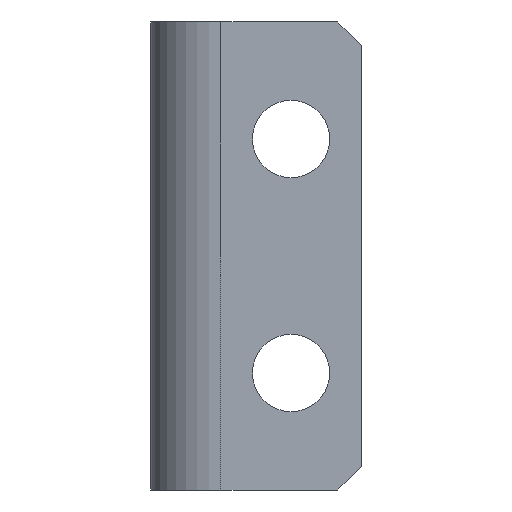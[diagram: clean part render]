
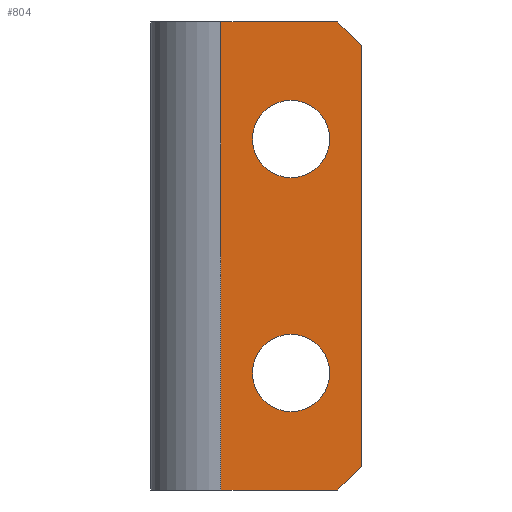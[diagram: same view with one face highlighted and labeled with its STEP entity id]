
A CAD part, left-side view. The second image highlights one B-rep face of the part: STEP entity #804.
In plain terms, the highlighted planar face has unit normal (-1, 0, 0).
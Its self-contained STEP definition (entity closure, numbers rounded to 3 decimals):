
#9 = CARTESIAN_POINT ( 'NONE',  ( 0., 0.5, 19.5 ) ) ;
#10 = VERTEX_POINT ( 'NONE', #416 ) ;
#36 = VERTEX_POINT ( 'NONE', #145 ) ;
#69 = VERTEX_POINT ( 'NONE', #419 ) ;
#75 = CARTESIAN_POINT ( 'NONE',  ( 0., 1., 0. ) ) ;
#92 = ORIENTED_EDGE ( 'NONE', *, *, #1196, .T. ) ;
#95 = EDGE_LOOP ( 'NONE', ( #1091, #296, #163, #968, #92, #355 ) ) ;
#99 = CARTESIAN_POINT ( 'NONE',  ( 0., 3., 15. ) ) ;
#101 = VECTOR ( 'NONE', #686, 1000. ) ;
#145 = CARTESIAN_POINT ( 'NONE',  ( 0., 3., 3.35 ) ) ;
#159 = EDGE_CURVE ( 'NONE', #36, #460, #925, .T. ) ;
#163 = ORIENTED_EDGE ( 'NONE', *, *, #593, .F. ) ;
#200 = DIRECTION ( 'NONE',  ( 0., 0., -1. ) ) ;
#217 = CARTESIAN_POINT ( 'NONE',  ( 0., 3., 16.65 ) ) ;
#219 = EDGE_CURVE ( 'NONE', #903, #928, #1139, .T. ) ;
#225 = DIRECTION ( 'NONE',  ( 1., 0., 0. ) ) ;
#233 = FACE_BOUND ( 'NONE', #281, .T. ) ;
#253 = DIRECTION ( 'NONE',  ( 1., 0., 0. ) ) ;
#258 = DIRECTION ( 'NONE',  ( 0., 0., -1. ) ) ;
#260 = CARTESIAN_POINT ( 'NONE',  ( 0., 3., 5. ) ) ;
#261 = VECTOR ( 'NONE', #503, 1000. ) ;
#281 = EDGE_LOOP ( 'NONE', ( #693, #387 ) ) ;
#282 = CARTESIAN_POINT ( 'NONE',  ( 0., 0., 19. ) ) ;
#296 = ORIENTED_EDGE ( 'NONE', *, *, #731, .T. ) ;
#316 = CARTESIAN_POINT ( 'NONE',  ( 0., 0., 20. ) ) ;
#355 = ORIENTED_EDGE ( 'NONE', *, *, #1126, .T. ) ;
#387 = ORIENTED_EDGE ( 'NONE', *, *, #449, .T. ) ;
#416 = CARTESIAN_POINT ( 'NONE',  ( 0., 0., 1. ) ) ;
#419 = CARTESIAN_POINT ( 'NONE',  ( 0., 1., 20. ) ) ;
#426 = CIRCLE ( 'NONE', #733, 1.65 ) ;
#449 = EDGE_CURVE ( 'NONE', #601, #474, #426, .T. ) ;
#452 = AXIS2_PLACEMENT_3D ( 'NONE', #1071, #225, #697 ) ;
#460 = VERTEX_POINT ( 'NONE', #1162 ) ;
#474 = VERTEX_POINT ( 'NONE', #481 ) ;
#481 = CARTESIAN_POINT ( 'NONE',  ( 0., 3., 13.35 ) ) ;
#503 = DIRECTION ( 'NONE',  ( 0., 0., -1. ) ) ;
#505 = VERTEX_POINT ( 'NONE', #657 ) ;
#508 = EDGE_CURVE ( 'NONE', #969, #69, #629, .T. ) ;
#522 = EDGE_LOOP ( 'NONE', ( #1140, #1184 ) ) ;
#539 = DIRECTION ( 'NONE',  ( 0., 1., 0. ) ) ;
#540 = PLANE ( 'NONE',  #1032 ) ;
#558 = CIRCLE ( 'NONE', #1212, 1.65 ) ;
#593 = EDGE_CURVE ( 'NONE', #969, #10, #1225, .T. ) ;
#601 = VERTEX_POINT ( 'NONE', #217 ) ;
#607 = EDGE_CURVE ( 'NONE', #474, #601, #702, .T. ) ;
#619 = DIRECTION ( 'NONE',  ( 1., 0., 0. ) ) ;
#622 = AXIS2_PLACEMENT_3D ( 'NONE', #1204, #619, #732 ) ;
#624 = DIRECTION ( 'NONE',  ( 0., 0., 1. ) ) ;
#629 = LINE ( 'NONE', #9, #1085 ) ;
#657 = CARTESIAN_POINT ( 'NONE',  ( 0., 6., 20. ) ) ;
#659 = VECTOR ( 'NONE', #539, 1000. ) ;
#681 = CARTESIAN_POINT ( 'NONE',  ( 0., 0., 20. ) ) ;
#686 = DIRECTION ( 'NONE',  ( 0., 1., 0. ) ) ;
#693 = ORIENTED_EDGE ( 'NONE', *, *, #607, .T. ) ;
#697 = DIRECTION ( 'NONE',  ( 0., 0., -1. ) ) ;
#702 = CIRCLE ( 'NONE', #452, 1.65 ) ;
#721 = FACE_BOUND ( 'NONE', #522, .T. ) ;
#731 = EDGE_CURVE ( 'NONE', #903, #10, #782, .T. ) ;
#732 = DIRECTION ( 'NONE',  ( 0., 0., -1. ) ) ;
#733 = AXIS2_PLACEMENT_3D ( 'NONE', #99, #1148, #200 ) ;
#777 = CARTESIAN_POINT ( 'NONE',  ( 0., 6., 20. ) ) ;
#782 = LINE ( 'NONE', #1101, #975 ) ;
#788 = EDGE_CURVE ( 'NONE', #460, #36, #558, .T. ) ;
#798 = VECTOR ( 'NONE', #890, 1000. ) ;
#804 = ADVANCED_FACE ( 'NONE', ( #721, #233, #840 ), #540, .T. ) ;
#833 = LINE ( 'NONE', #316, #101 ) ;
#835 = LINE ( 'NONE', #777, #798 ) ;
#840 = FACE_OUTER_BOUND ( 'NONE', #95, .T. ) ;
#850 = CARTESIAN_POINT ( 'NONE',  ( 0., 6., 0. ) ) ;
#890 = DIRECTION ( 'NONE',  ( 0., 0., -1. ) ) ;
#903 = VERTEX_POINT ( 'NONE', #75 ) ;
#925 = CIRCLE ( 'NONE', #622, 1.65 ) ;
#928 = VERTEX_POINT ( 'NONE', #850 ) ;
#937 = CARTESIAN_POINT ( 'NONE',  ( 0., 0., 20. ) ) ;
#968 = ORIENTED_EDGE ( 'NONE', *, *, #508, .T. ) ;
#969 = VERTEX_POINT ( 'NONE', #282 ) ;
#975 = VECTOR ( 'NONE', #1199, 1000. ) ;
#1025 = CARTESIAN_POINT ( 'NONE',  ( 0., 0., 0. ) ) ;
#1032 = AXIS2_PLACEMENT_3D ( 'NONE', #937, #1214, #624 ) ;
#1071 = CARTESIAN_POINT ( 'NONE',  ( 0., 3., 15. ) ) ;
#1085 = VECTOR ( 'NONE', #1186, 1000. ) ;
#1091 = ORIENTED_EDGE ( 'NONE', *, *, #219, .F. ) ;
#1101 = CARTESIAN_POINT ( 'NONE',  ( 0., -9.5, 10.5 ) ) ;
#1126 = EDGE_CURVE ( 'NONE', #505, #928, #835, .T. ) ;
#1139 = LINE ( 'NONE', #1025, #659 ) ;
#1140 = ORIENTED_EDGE ( 'NONE', *, *, #159, .T. ) ;
#1148 = DIRECTION ( 'NONE',  ( 1., 0., 0. ) ) ;
#1162 = CARTESIAN_POINT ( 'NONE',  ( 0., 3., 6.65 ) ) ;
#1184 = ORIENTED_EDGE ( 'NONE', *, *, #788, .T. ) ;
#1186 = DIRECTION ( 'NONE',  ( 0., 0.707, 0.707 ) ) ;
#1196 = EDGE_CURVE ( 'NONE', #69, #505, #833, .T. ) ;
#1199 = DIRECTION ( 'NONE',  ( 0., -0.707, 0.707 ) ) ;
#1204 = CARTESIAN_POINT ( 'NONE',  ( 0., 3., 5. ) ) ;
#1212 = AXIS2_PLACEMENT_3D ( 'NONE', #260, #253, #258 ) ;
#1214 = DIRECTION ( 'NONE',  ( -1., 0., 0. ) ) ;
#1225 = LINE ( 'NONE', #681, #261 ) ;
